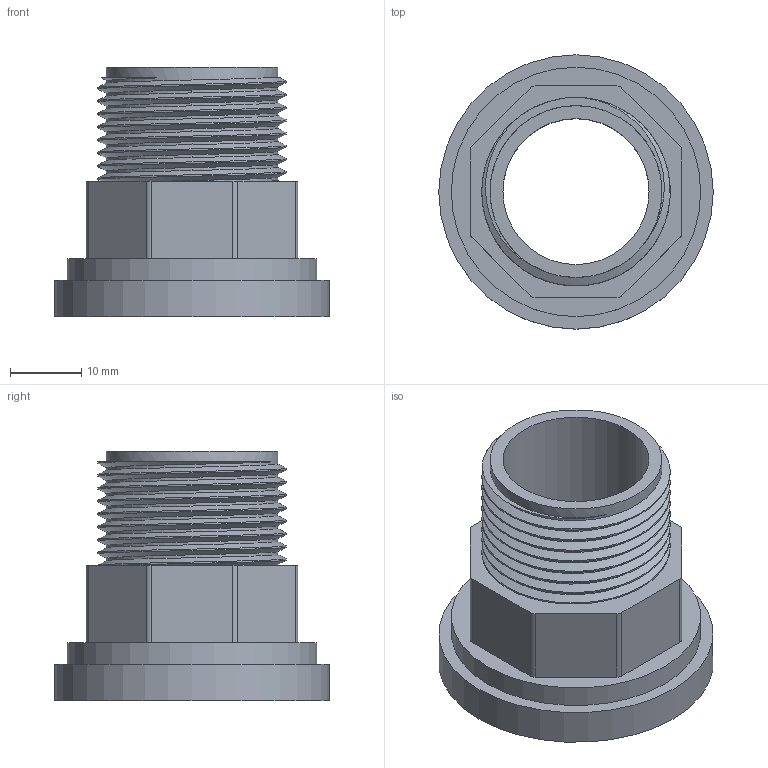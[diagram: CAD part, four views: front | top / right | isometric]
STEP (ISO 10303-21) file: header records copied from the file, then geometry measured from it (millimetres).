
FILE_DESCRIPTION(/* description */ (''),/* implementation_level */ '2;1');
FILE_NAME(/* name */ 'MF0609.000.025.step',/* time_stamp */ '2026-01-07T09:59:19+01:00',/* author */ (''),/* organization */ (''),/* preprocessor_version */ 'ST-DEVELOPER v20.1',/* originating_system */ 'Autodesk Translation Framework v14.21.0.0',/* authorisation */ '');
FILE_SCHEMA (('AUTOMOTIVE_DESIGN { 1 0 10303 214 3 1 1 }'));
Length unit declared in the file: millimetre
Products named in the file (1): 2026-01-07-08-51-30-712
Bounding box: 38.5 x 38.5 x 35 mm (x, y, z)
Volume: 12887.5 mm3; surface area: 8115.9 mm2
Topology: 1 solids, 1 shells, 47 faces, 123 edges, 82 vertices
Faces by surface type: cylinder 30, plane 15, bspline 2
Full cylindrical faces by diameter (mm): 20.5 x1, 21 x1, 24.117 x8, 26.441 x7, 35 x1, 38.5 x1
Entity records: 7061 total; most frequent: CARTESIAN_POINT 5909, ORIENTED_EDGE 246, DIRECTION 205, EDGE_CURVE 123, VERTEX_POINT 82, AXIS2_PLACEMENT_3D 76, EDGE_LOOP 53, LINE 53
